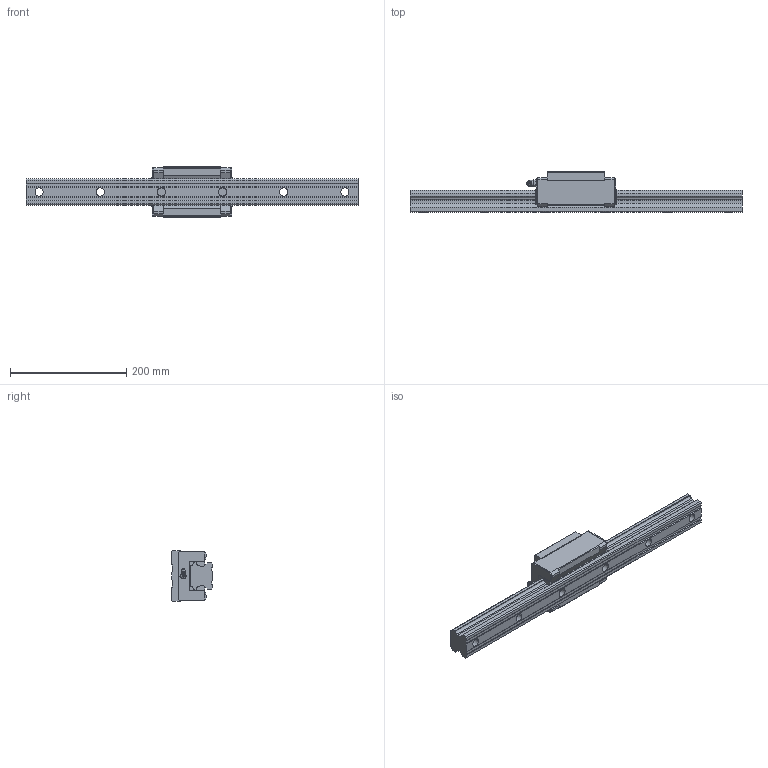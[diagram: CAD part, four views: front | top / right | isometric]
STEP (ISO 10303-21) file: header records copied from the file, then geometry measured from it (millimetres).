
FILE_DESCRIPTION( ( '' ), '1' );
FILE_NAME( 'HSR45 R 1 SS +570L( 22.5B-PT1_80215.5000).stp', '2015-10-08T14:56:26', ( '' ), ( '' ), ' ', ' ', ' ' );
FILE_SCHEMA( ( 'automotive_design' ) );
Length unit declared in the file: millimetre
Products named in the file (3): 1; 2; 3
Bounding box: 570 x 70 x 86 mm (x, y, z)
Volume: 1281112.6 mm3; surface area: 168763.2 mm2
Topology: 3 solids, 3 shells, 269 faces, 709 edges, 447 vertices
Faces by surface type: plane 175, cylinder 42, cone 40, torus 8, sphere 4
Entity records: 16316 total; most frequent: CARTESIAN_POINT 1744, STYLED_ITEM 1414, PRESENTATION_STYLE_ASSIGNMENT 1414, COLOUR_RGB 1414, ORIENTED_EDGE 1390, DIRECTION 1362, EDGE_CURVE 695, CURVE_STYLE 695
